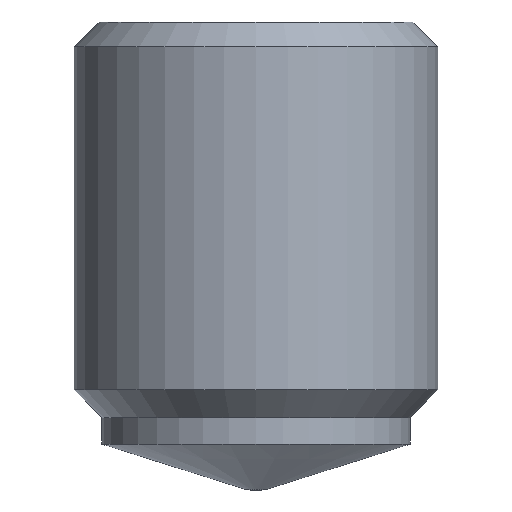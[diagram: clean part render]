
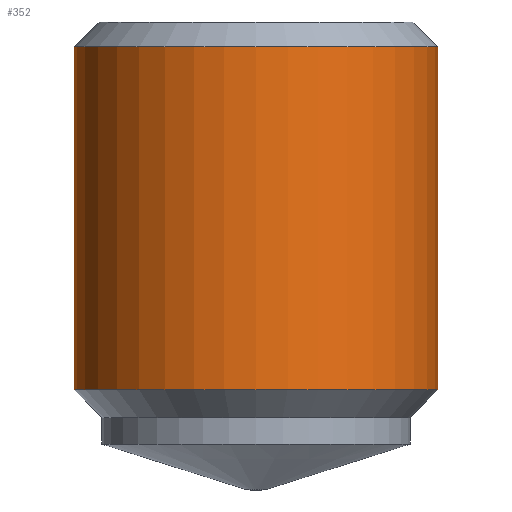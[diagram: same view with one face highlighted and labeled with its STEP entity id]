
A CAD part, front view. The second image highlights one B-rep face of the part: STEP entity #352.
In plain terms, the highlighted cylindrical face has radius 5.55 mm (diameter 11.1 mm), a full revolution.
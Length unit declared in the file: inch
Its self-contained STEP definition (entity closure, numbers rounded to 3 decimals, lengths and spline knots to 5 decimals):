
#21=CYLINDRICAL_SURFACE('',#389,0.2185);
#77=FACE_BOUND('',#128,.T.);
#102=FACE_OUTER_BOUND('',#127,.T.);
#127=EDGE_LOOP('',(#322));
#128=EDGE_LOOP('',(#323));
#156=CIRCLE('',#388,0.2185);
#157=CIRCLE('',#390,0.2185);
#190=VERTEX_POINT('',#701);
#191=VERTEX_POINT('',#704);
#237=EDGE_CURVE('',#190,#190,#156,.T.);
#238=EDGE_CURVE('',#191,#191,#157,.T.);
#322=ORIENTED_EDGE('',*,*,#238,.T.);
#323=ORIENTED_EDGE('',*,*,#237,.F.);
#352=ADVANCED_FACE('',(#102,#77),#21,.T.);
#388=AXIS2_PLACEMENT_3D('',#702,#474,#475);
#389=AXIS2_PLACEMENT_3D('',#703,#476,#477);
#390=AXIS2_PLACEMENT_3D('',#705,#478,#479);
#474=DIRECTION('center_axis',(0.,0.,1.));
#475=DIRECTION('ref_axis',(-1.,0.,0.));
#476=DIRECTION('center_axis',(0.,0.,-1.));
#477=DIRECTION('ref_axis',(-1.,0.,0.));
#478=DIRECTION('center_axis',(0.,0.,1.));
#479=DIRECTION('ref_axis',(-1.,0.,0.));
#701=CARTESIAN_POINT('',(0.2185,0.,-0.03));
#702=CARTESIAN_POINT('Origin',(0.,0.,-0.03));
#703=CARTESIAN_POINT('Origin',(0.,0.,0.));
#704=CARTESIAN_POINT('',(0.2185,0.,-0.4415));
#705=CARTESIAN_POINT('Origin',(0.,0.,-0.4415));
